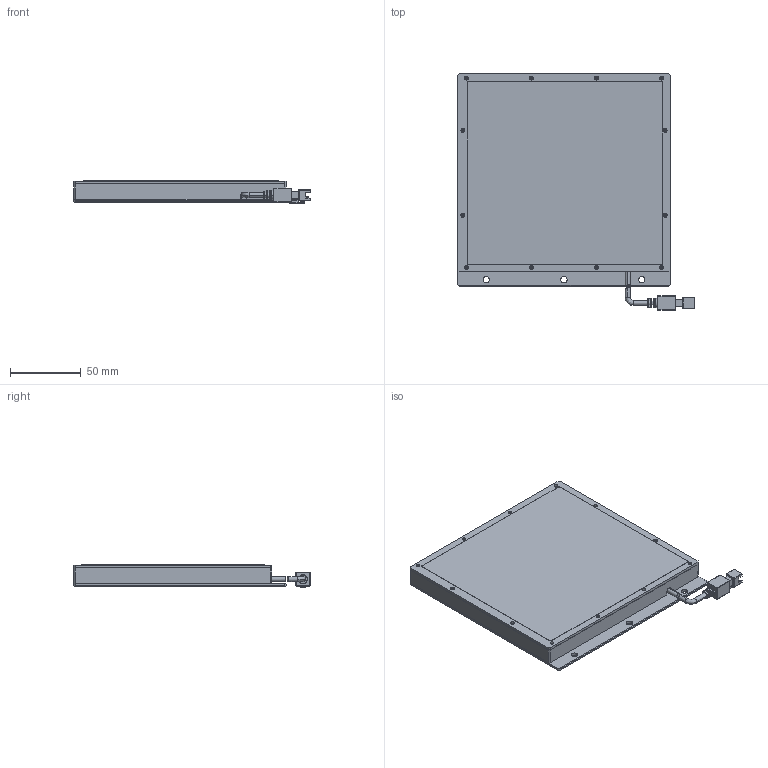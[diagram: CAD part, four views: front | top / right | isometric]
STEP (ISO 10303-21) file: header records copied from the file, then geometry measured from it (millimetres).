
FILE_DESCRIPTION (( 'STEP AP214' ), '1' );
FILE_NAME ('660406-B.STEP', '2019-03-05T09:05:07', ( 'user' ), ( 'ÔÆº£ ¼¼Êõ' ), 'SwSTEP 2.0', 'SolidWorks 2016', '' );
FILE_SCHEMA (( 'AUTOMOTIVE_DESIGN' ));
Length unit declared in the file: millimetre
Products named in the file (1): 660406-B
Bounding box: 167 x 167 x 15.9 mm (x, y, z)
Volume: 165313 mm3; surface area: 154286.3 mm2
Topology: 22 solids, 22 shells, 3021 faces, 7283 edges, 4787 vertices
Faces by surface type: plane 2610, cylinder 253, cone 79, bspline 79
Entity records: 119252 total; most frequent: CARTESIAN_POINT 16446, ORIENTED_EDGE 14462, DIRECTION 13537, EDGE_CURVE 7231, VECTOR 6521, LINE 6521, VERTEX_POINT 4787, EDGE_LOOP 3610
